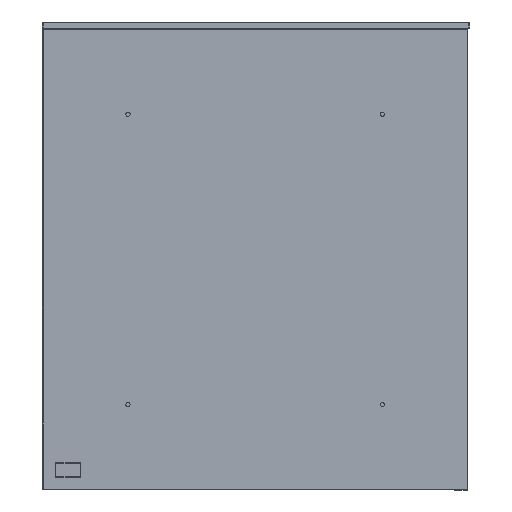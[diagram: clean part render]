
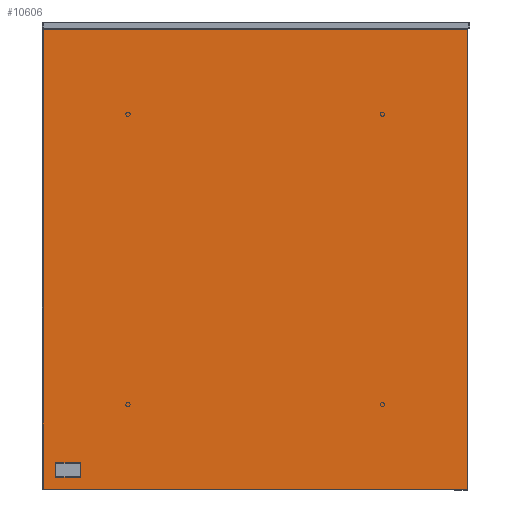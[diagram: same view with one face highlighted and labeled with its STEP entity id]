
A CAD part, left-side view. The second image highlights one B-rep face of the part: STEP entity #10606.
In plain terms, the highlighted planar face has unit normal (-1, 0, 0).
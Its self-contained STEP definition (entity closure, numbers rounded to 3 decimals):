
#10245=CARTESIAN_POINT('',(-3823.565,5493.44,-59.131));
#10246=VERTEX_POINT('',#10245);
#10247=CARTESIAN_POINT('',(-3823.565,5493.44,-596.869));
#10248=VERTEX_POINT('',#10247);
#10249=CARTESIAN_POINT('',(-3823.565,5493.44,-59.131));
#10250=DIRECTION('',(0.0,0.0,-1.0));
#10251=VECTOR('',#10250,537.737);
#10252=LINE('',#10249,#10251);
#10253=EDGE_CURVE('',#10246,#10248,#10252,.T.);
#10285=CARTESIAN_POINT('',(-3823.565,5493.771,-597.2));
#10286=VERTEX_POINT('',#10285);
#10287=CARTESIAN_POINT('',(-3823.565,5493.44,-596.869));
#10288=DIRECTION('',(0.0,0.707,-0.707));
#10289=VECTOR('',#10288,0.469);
#10290=LINE('',#10287,#10289);
#10291=EDGE_CURVE('',#10248,#10286,#10290,.T.);
#10316=CARTESIAN_POINT('',(-3823.565,5989.508,-597.2));
#10317=VERTEX_POINT('',#10316);
#10318=CARTESIAN_POINT('',(-3823.565,5493.771,-597.2));
#10319=DIRECTION('',(0.0,1.0,0.0));
#10320=VECTOR('',#10319,495.737);
#10321=LINE('',#10318,#10320);
#10322=EDGE_CURVE('',#10286,#10317,#10321,.T.);
#10356=CARTESIAN_POINT('',(-3823.565,5989.84,-596.869));
#10357=VERTEX_POINT('',#10356);
#10358=CARTESIAN_POINT('',(-3823.565,5989.508,-597.2));
#10359=DIRECTION('',(0.0,0.707,0.707));
#10360=VECTOR('',#10359,0.469);
#10361=LINE('',#10358,#10360);
#10362=EDGE_CURVE('',#10317,#10357,#10361,.T.);
#10387=CARTESIAN_POINT('',(-3823.565,5989.84,-59.131));
#10388=VERTEX_POINT('',#10387);
#10389=CARTESIAN_POINT('',(-3823.565,5989.84,-596.869));
#10390=DIRECTION('',(0.0,0.0,1.0));
#10391=VECTOR('',#10390,537.737);
#10392=LINE('',#10389,#10391);
#10393=EDGE_CURVE('',#10357,#10388,#10392,.T.);
#10418=CARTESIAN_POINT('',(-3823.565,5989.508,-58.8));
#10419=VERTEX_POINT('',#10418);
#10420=CARTESIAN_POINT('',(-3823.565,5989.84,-59.131));
#10421=DIRECTION('',(0.0,-0.707,0.707));
#10422=VECTOR('',#10421,0.469);
#10423=LINE('',#10420,#10422);
#10424=EDGE_CURVE('',#10388,#10419,#10423,.T.);
#10449=CARTESIAN_POINT('',(-3823.565,5493.771,-58.8));
#10450=VERTEX_POINT('',#10449);
#10451=CARTESIAN_POINT('',(-3823.565,5989.508,-58.8));
#10452=DIRECTION('',(0.0,-1.0,0.0));
#10453=VECTOR('',#10452,495.737);
#10454=LINE('',#10451,#10453);
#10455=EDGE_CURVE('',#10419,#10450,#10454,.T.);
#10478=CARTESIAN_POINT('',(-3823.565,5493.771,-58.8));
#10479=DIRECTION('',(0.0,-0.707,-0.707));
#10480=VECTOR('',#10479,0.469);
#10481=LINE('',#10478,#10480);
#10482=EDGE_CURVE('',#10450,#10246,#10481,.T.);
#10591=CARTESIAN_POINT('',(-3823.565,5741.64,-597.201));
#10592=DIRECTION('',(-1.0,0.0,0.0));
#10593=DIRECTION('',(0.0,0.0,1.0));
#10594=AXIS2_PLACEMENT_3D('',#10591,#10592,#10593);
#10595=PLANE('',#10594);
#10596=ORIENTED_EDGE('',*,*,#10253,.F.);
#10597=ORIENTED_EDGE('',*,*,#10482,.F.);
#10598=ORIENTED_EDGE('',*,*,#10455,.F.);
#10599=ORIENTED_EDGE('',*,*,#10424,.F.);
#10600=ORIENTED_EDGE('',*,*,#10393,.F.);
#10601=ORIENTED_EDGE('',*,*,#10362,.F.);
#10602=ORIENTED_EDGE('',*,*,#10322,.F.);
#10603=ORIENTED_EDGE('',*,*,#10291,.F.);
#10604=EDGE_LOOP('',(#10596,#10597,#10598,#10599,#10600,#10601,#10602,#10603));
#10605=FACE_OUTER_BOUND('',#10604,.T.);
#10606=ADVANCED_FACE('',(#10605),#10595,.T.);
